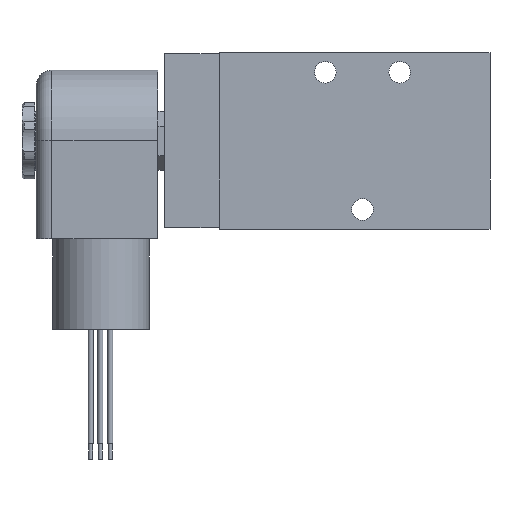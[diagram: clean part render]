
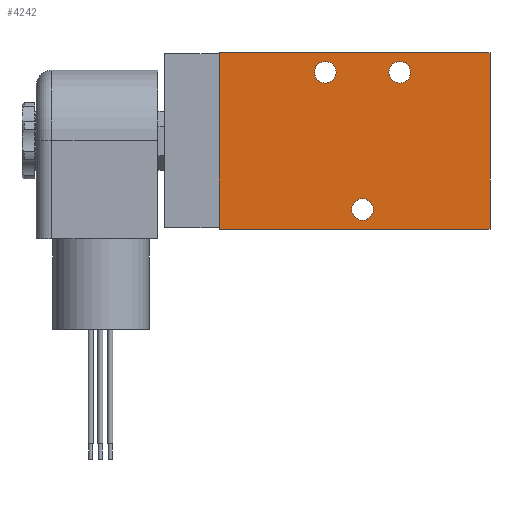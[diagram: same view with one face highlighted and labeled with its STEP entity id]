
A CAD part, left-side view. The second image highlights one B-rep face of the part: STEP entity #4242.
In plain terms, the highlighted planar face has unit normal (-1, 0, 0).
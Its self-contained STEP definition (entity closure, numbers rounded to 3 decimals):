
#354=LINE('',#7007,#541);
#369=LINE('',#7066,#556);
#376=LINE('',#7088,#563);
#379=LINE('',#7094,#566);
#541=VECTOR('',#5653,1000.);
#556=VECTOR('',#5692,1000.);
#563=VECTOR('',#5709,1000.);
#566=VECTOR('',#5714,1000.);
#813=ORIENTED_EDGE('',*,*,#1970,.T.);
#814=ORIENTED_EDGE('',*,*,#1968,.T.);
#815=ORIENTED_EDGE('',*,*,#1966,.T.);
#816=ORIENTED_EDGE('',*,*,#1949,.F.);
#817=ORIENTED_EDGE('',*,*,#1924,.F.);
#818=ORIENTED_EDGE('',*,*,#1963,.F.);
#819=ORIENTED_EDGE('',*,*,#1960,.F.);
#1924=EDGE_CURVE('',#2503,#2504,#354,.T.);
#1949=EDGE_CURVE('',#2504,#2527,#369,.T.);
#1960=EDGE_CURVE('',#2527,#2537,#376,.T.);
#1963=EDGE_CURVE('',#2537,#2503,#379,.T.);
#1966=EDGE_CURVE('',#2540,#2540,#2922,.T.);
#1968=EDGE_CURVE('',#2542,#2542,#2924,.T.);
#1970=EDGE_CURVE('',#2544,#2544,#2926,.T.);
#2503=VERTEX_POINT('',#7008);
#2504=VERTEX_POINT('',#7009);
#2527=VERTEX_POINT('',#7067);
#2537=VERTEX_POINT('',#7089);
#2540=VERTEX_POINT('',#7100);
#2542=VERTEX_POINT('',#7105);
#2544=VERTEX_POINT('',#7110);
#2922=CIRCLE('',#5029,2.75);
#2924=CIRCLE('',#5032,2.75);
#2926=CIRCLE('',#5035,2.75);
#3203=EDGE_LOOP('',(#813));
#3204=EDGE_LOOP('',(#814));
#3205=EDGE_LOOP('',(#815));
#3206=EDGE_LOOP('',(#816,#817,#818,#819));
#3651=FACE_BOUND('',#3203,.T.);
#3652=FACE_BOUND('',#3204,.T.);
#3653=FACE_BOUND('',#3205,.T.);
#3654=FACE_BOUND('',#3206,.T.);
#4078=PLANE('',#5037);
#4242=ADVANCED_FACE('',(#3651,#3652,#3653,#3654),#4078,.F.);
#5029=AXIS2_PLACEMENT_3D('',#7099,#5720,#5721);
#5032=AXIS2_PLACEMENT_3D('',#7104,#5726,#5727);
#5035=AXIS2_PLACEMENT_3D('',#7109,#5732,#5733);
#5037=AXIS2_PLACEMENT_3D('',#7112,#5736,#5737);
#5653=DIRECTION('',(0.,1.,0.));
#5692=DIRECTION('',(0.,0.,1.));
#5709=DIRECTION('',(0.,-1.,0.));
#5714=DIRECTION('',(0.,0.,-1.));
#5720=DIRECTION('',(1.,0.,0.));
#5721=DIRECTION('',(0.,0.,-1.));
#5726=DIRECTION('',(1.,0.,0.));
#5727=DIRECTION('',(0.,0.,-1.));
#5732=DIRECTION('',(1.,0.,0.));
#5733=DIRECTION('',(0.,0.,-1.));
#5736=DIRECTION('',(1.,0.,0.));
#5737=DIRECTION('',(0.,0.,-1.));
#7007=CARTESIAN_POINT('',(-13.,0.,-22.5));
#7008=CARTESIAN_POINT('',(-13.,0.,-22.5));
#7009=CARTESIAN_POINT('',(-13.,69.,-22.5));
#7066=CARTESIAN_POINT('',(-13.,69.,-22.5));
#7067=CARTESIAN_POINT('',(-13.,69.,22.5));
#7088=CARTESIAN_POINT('',(-13.,69.,22.5));
#7089=CARTESIAN_POINT('',(-13.,0.,22.5));
#7094=CARTESIAN_POINT('',(-13.,0.,22.5));
#7099=CARTESIAN_POINT('',(-13.,32.5,-17.5));
#7100=CARTESIAN_POINT('',(-13.,32.5,-20.25));
#7104=CARTESIAN_POINT('',(-13.,23.,17.5));
#7105=CARTESIAN_POINT('',(-13.,23.,14.75));
#7109=CARTESIAN_POINT('',(-13.,42.,17.5));
#7110=CARTESIAN_POINT('',(-13.,42.,14.75));
#7112=CARTESIAN_POINT('',(-13.,0.,0.));
